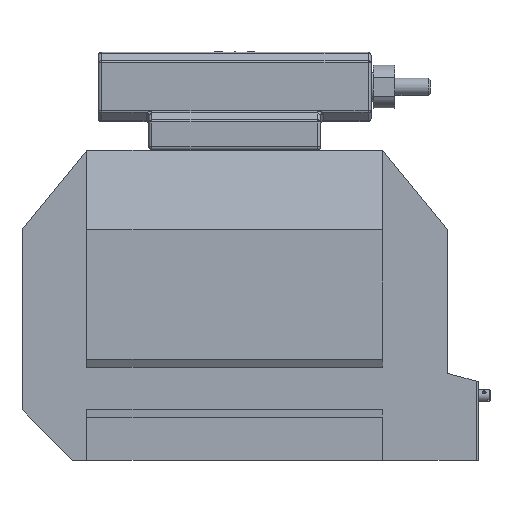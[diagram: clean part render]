
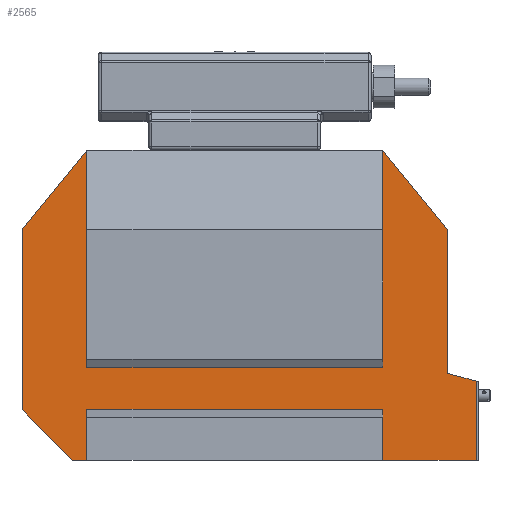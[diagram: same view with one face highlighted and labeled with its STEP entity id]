
A CAD part, front view. The second image highlights one B-rep face of the part: STEP entity #2565.
In plain terms, the highlighted planar face has unit normal (0, -1, 0).
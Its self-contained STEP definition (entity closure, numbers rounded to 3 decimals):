
#2565=ADVANCED_FACE('',(#13054),#13056,.F.);
#13054=FACE_BOUND('',#13055,.T.);
#13055=EDGE_LOOP('',(#27581,#27582,#27583,#27584,#27585,#27586,#27587,#27588,#27589,
#27590,#27591,#27592,#27593,#27594,#27595));
#13056=PLANE('',#13057);
#13057=AXIS2_PLACEMENT_3D('',#13058,#13059,#13060);
#13058=CARTESIAN_POINT('',(-152.5,-55.,-72.141));
#13059=DIRECTION('',(0.,1.,0.));
#13060=DIRECTION('',(0.,0.,1.));
#27581=ORIENTED_EDGE('',*,*,#32849,.F.);
#27582=ORIENTED_EDGE('',*,*,#32850,.F.);
#27583=ORIENTED_EDGE('',*,*,#32851,.F.);
#27584=ORIENTED_EDGE('',*,*,#32852,.F.);
#27585=ORIENTED_EDGE('',*,*,#32853,.T.);
#27586=ORIENTED_EDGE('',*,*,#32854,.F.);
#27587=ORIENTED_EDGE('',*,*,#32855,.F.);
#27588=ORIENTED_EDGE('',*,*,#32856,.F.);
#27589=ORIENTED_EDGE('',*,*,#32857,.F.);
#27590=ORIENTED_EDGE('',*,*,#32858,.T.);
#27591=ORIENTED_EDGE('',*,*,#32859,.T.);
#27592=ORIENTED_EDGE('',*,*,#32860,.F.);
#27593=ORIENTED_EDGE('',*,*,#32861,.F.);
#27594=ORIENTED_EDGE('',*,*,#32839,.T.);
#27595=ORIENTED_EDGE('',*,*,#32862,.T.);
#32839=EDGE_CURVE('',#35701,#35702,#35703,.F.);
#32849=EDGE_CURVE('',#35721,#35722,#35723,.F.);
#32850=EDGE_CURVE('',#35724,#35721,#35725,.T.);
#32851=EDGE_CURVE('',#35726,#35724,#35727,.T.);
#32852=EDGE_CURVE('',#35728,#35726,#35729,.T.);
#32853=EDGE_CURVE('',#35728,#35730,#35731,.T.);
#32854=EDGE_CURVE('',#35732,#35730,#35733,.T.);
#32855=EDGE_CURVE('',#35734,#35732,#35735,.F.);
#32856=EDGE_CURVE('',#35736,#35734,#35737,.T.);
#32857=EDGE_CURVE('',#35738,#35736,#35739,.F.);
#32858=EDGE_CURVE('',#35738,#35740,#35741,.T.);
#32859=EDGE_CURVE('',#35740,#35742,#35743,.T.);
#32860=EDGE_CURVE('',#35744,#35742,#35745,.T.);
#32861=EDGE_CURVE('',#35701,#35744,#35746,.F.);
#32862=EDGE_CURVE('',#35702,#35722,#35747,.F.);
#35701=VERTEX_POINT('',#40728);
#35702=VERTEX_POINT('',#40729);
#35703=LINE('',#40730,#40731);
#35721=VERTEX_POINT('',#40768);
#35722=VERTEX_POINT('',#40769);
#35723=LINE('',#40770,#40771);
#35724=VERTEX_POINT('',#40773);
#35725=LINE('',#40774,#40775);
#35726=VERTEX_POINT('',#40777);
#35727=LINE('',#40778,#40779);
#35728=VERTEX_POINT('',#40781);
#35729=LINE('',#40782,#40783);
#35730=VERTEX_POINT('',#40785);
#35731=LINE('',#40786,#40787);
#35732=VERTEX_POINT('',#40789);
#35733=LINE('',#40790,#40791);
#35734=VERTEX_POINT('',#40793);
#35735=LINE('',#40794,#40795);
#35736=VERTEX_POINT('',#40797);
#35737=LINE('',#40798,#40799);
#35738=VERTEX_POINT('',#40801);
#35739=LINE('',#40802,#40803);
#35740=VERTEX_POINT('',#40805);
#35741=LINE('',#40806,#40807);
#35742=VERTEX_POINT('',#40809);
#35743=LINE('',#40810,#40811);
#35744=VERTEX_POINT('',#40813);
#35745=LINE('',#40814,#40815);
#35746=LINE('',#40817,#40818);
#35747=LINE('',#40820,#40821);
#40728=CARTESIAN_POINT('',(167.5,-55.,-107.5));
#40729=CARTESIAN_POINT('',(167.5,-55.,-52.5));
#40730=CARTESIAN_POINT('',(167.5,-55.,-52.5));
#40731=VECTOR('',#40732,1.);
#40732=DIRECTION('',(0.,0.,-1.));
#40768=CARTESIAN_POINT('',(147.5,-55.,52.5));
#40769=CARTESIAN_POINT('',(147.5,-55.,-47.141));
#40770=CARTESIAN_POINT('',(147.5,-55.,-47.141));
#40771=VECTOR('',#40772,1.);
#40772=DIRECTION('',(0.,0.,1.));
#40773=CARTESIAN_POINT('',(102.5,-55.,107.5));
#40774=CARTESIAN_POINT('',(102.5,-55.,107.5));
#40775=VECTOR('',#40776,1.);
#40776=DIRECTION('',(0.633,0.,-0.774));
#40777=CARTESIAN_POINT('',(102.5,-55.,-42.859));
#40778=CARTESIAN_POINT('',(102.5,-55.,-42.859));
#40779=VECTOR('',#40780,1.);
#40780=DIRECTION('',(0.,0.,1.));
#40781=CARTESIAN_POINT('',(-102.5,-55.,-42.859));
#40782=CARTESIAN_POINT('',(-102.5,-55.,-42.859));
#40783=VECTOR('',#40784,1.);
#40784=DIRECTION('',(1.,0.,0.));
#40785=CARTESIAN_POINT('',(-102.5,-55.,107.5));
#40786=CARTESIAN_POINT('',(-102.5,-55.,-42.859));
#40787=VECTOR('',#40788,1.);
#40788=DIRECTION('',(0.,0.,1.));
#40789=CARTESIAN_POINT('',(-147.5,-55.,52.5));
#40790=CARTESIAN_POINT('',(-147.5,-55.,52.5));
#40791=VECTOR('',#40792,1.);
#40792=DIRECTION('',(0.633,0.,0.774));
#40793=CARTESIAN_POINT('',(-147.5,-55.,-72.5));
#40794=CARTESIAN_POINT('',(-147.5,-55.,52.5));
#40795=VECTOR('',#40796,1.);
#40796=DIRECTION('',(0.,0.,-1.));
#40797=CARTESIAN_POINT('',(-112.5,-55.,-107.5));
#40798=CARTESIAN_POINT('',(-112.5,-55.,-107.5));
#40799=VECTOR('',#40800,1.);
#40800=DIRECTION('',(-0.707,0.,0.707));
#40801=CARTESIAN_POINT('',(-102.5,-55.,-107.5));
#40802=CARTESIAN_POINT('',(-112.5,-55.,-107.5));
#40803=VECTOR('',#40804,1.);
#40804=DIRECTION('',(1.,0.,0.));
#40805=CARTESIAN_POINT('',(-102.5,-55.,-72.141));
#40806=CARTESIAN_POINT('',(-102.5,-55.,-107.5));
#40807=VECTOR('',#40808,1.);
#40808=DIRECTION('',(0.,0.,1.));
#40809=CARTESIAN_POINT('',(102.5,-55.,-72.141));
#40810=CARTESIAN_POINT('',(-102.5,-55.,-72.141));
#40811=VECTOR('',#40812,1.);
#40812=DIRECTION('',(1.,0.,0.));
#40813=CARTESIAN_POINT('',(102.5,-55.,-107.5));
#40814=CARTESIAN_POINT('',(102.5,-55.,-107.5));
#40815=VECTOR('',#40816,1.);
#40816=DIRECTION('',(0.,0.,1.));
#40817=CARTESIAN_POINT('',(102.5,-55.,-107.5));
#40818=VECTOR('',#40819,1.);
#40819=DIRECTION('',(1.,0.,0.));
#40820=CARTESIAN_POINT('',(147.5,-55.,-47.141));
#40821=VECTOR('',#40822,1.);
#40822=DIRECTION('',(0.966,0.,-0.259));
